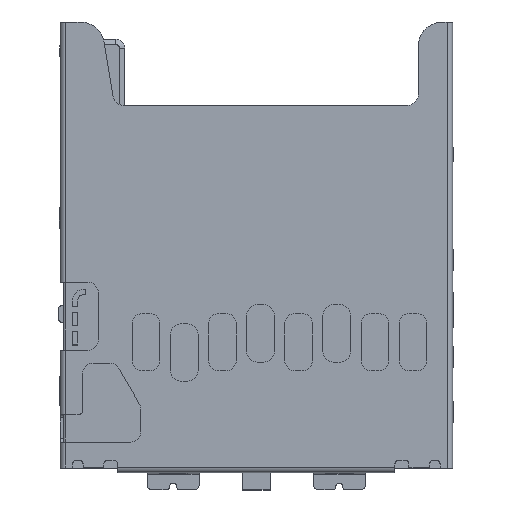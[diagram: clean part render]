
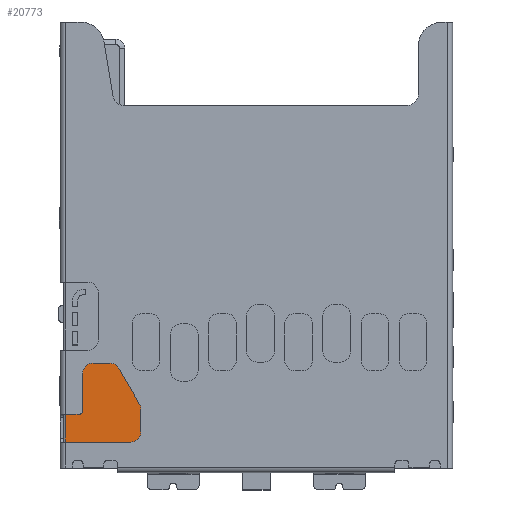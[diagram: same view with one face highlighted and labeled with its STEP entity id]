
A CAD part, top view. The second image highlights one B-rep face of the part: STEP entity #20773.
In plain terms, the highlighted planar face has unit normal (0, 0, 1).
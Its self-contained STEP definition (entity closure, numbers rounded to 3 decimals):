
#4372=DIRECTION('',(0.,1.,0.));
#4373=VECTOR('',#4372,0.8);
#4374=CARTESIAN_POINT('',(-9.881,-11.405,
1.31));
#4375=LINE('',#4374,#4373);
#4380=CARTESIAN_POINT('',(-9.083,-9.427,
1.31));
#4381=DIRECTION('',(0.,0.,1.));
#4382=DIRECTION('',(0.,1.,0.));
#4383=AXIS2_PLACEMENT_3D('',#4380,#4381,#4382);
#4385=DIRECTION('',(-1.,0.,0.));
#4386=VECTOR('',#4385,0.485);
#4387=CARTESIAN_POINT('',(-8.598,-9.127,
1.31));
#4388=LINE('',#4387,#4386);
#4389=CARTESIAN_POINT('',(-8.598,-9.427,
1.31));
#4390=DIRECTION('',(0.,0.,1.));
#4391=DIRECTION('',(0.866,0.5,0.));
#4392=AXIS2_PLACEMENT_3D('',#4389,#4390,#4391);
#4394=DIRECTION('',(-0.5,0.866,0.));
#4395=VECTOR('',#4394,1.195);
#4396=CARTESIAN_POINT('',(-7.741,-10.312,
1.31));
#4397=LINE('',#4396,#4395);
#4398=CARTESIAN_POINT('',(-8.,-10.462,
1.31));
#4399=DIRECTION('',(0.,0.,1.));
#4400=DIRECTION('',(1.,0.,0.));
#4401=AXIS2_PLACEMENT_3D('',#4398,#4399,#4400);
#4403=DIRECTION('',(0.,1.,0.));
#4404=VECTOR('',#4403,0.643);
#4405=CARTESIAN_POINT('',(-7.7,-11.105,
1.31));
#4406=LINE('',#4405,#4404);
#4407=CARTESIAN_POINT('',(-8.,-11.105,
1.31));
#4408=DIRECTION('',(0.,0.,1.));
#4409=DIRECTION('',(0.,-1.,0.));
#4410=AXIS2_PLACEMENT_3D('',#4407,#4408,#4409);
#4412=DIRECTION('',(1.,0.,0.));
#4413=VECTOR('',#4412,1.881);
#4414=CARTESIAN_POINT('',(-9.881,-11.405,
1.31));
#4415=LINE('',#4414,#4413);
#4416=DIRECTION('',(-1.,0.,0.));
#4417=VECTOR('',#4416,0.398);
#4418=CARTESIAN_POINT('',(-9.483,-10.605,
1.31));
#4419=LINE('',#4418,#4417);
#4420=CARTESIAN_POINT('',(-9.483,-10.505,
1.31));
#4421=DIRECTION('',(0.,0.,-1.));
#4422=DIRECTION('',(1.,0.,0.));
#4423=AXIS2_PLACEMENT_3D('',#4420,#4421,#4422);
#4425=DIRECTION('',(0.,-1.,0.));
#4426=VECTOR('',#4425,1.078);
#4427=CARTESIAN_POINT('',(-9.383,-9.427,
1.31));
#4428=LINE('',#4427,#4426);
#12095=CARTESIAN_POINT('',(-8.,-11.405,
1.31));
#12096=VERTEX_POINT('',#12095);
#12097=CARTESIAN_POINT('',(-7.7,-11.105,
1.31));
#12098=VERTEX_POINT('',#12097);
#12123=CARTESIAN_POINT('',(-7.7,-10.462,
1.31));
#12124=VERTEX_POINT('',#12123);
#12145=CARTESIAN_POINT('',(-9.881,-11.405,
1.31));
#12146=VERTEX_POINT('',#12145);
#12865=CARTESIAN_POINT('',(-7.741,-10.312,
1.31));
#12866=VERTEX_POINT('',#12865);
#12867=CARTESIAN_POINT('',(-8.338,-9.277,
1.31));
#12868=VERTEX_POINT('',#12867);
#12911=CARTESIAN_POINT('',(-9.383,-10.505,
1.31));
#12912=VERTEX_POINT('',#12911);
#12913=CARTESIAN_POINT('',(-9.483,-10.605,
1.31));
#12914=VERTEX_POINT('',#12913);
#12997=CARTESIAN_POINT('',(-9.083,-9.127,
1.31));
#12998=VERTEX_POINT('',#12997);
#12999=CARTESIAN_POINT('',(-9.383,-9.427,
1.31));
#13000=VERTEX_POINT('',#12999);
#13001=CARTESIAN_POINT('',(-9.881,-10.605,
1.31));
#13002=VERTEX_POINT('',#13001);
#13005=CARTESIAN_POINT('',(-8.598,-9.127,
1.31));
#13006=VERTEX_POINT('',#13005);
#20754=CARTESIAN_POINT('',(0.929,-11.945,
1.31));
#20755=DIRECTION('',(0.,0.,1.));
#20756=DIRECTION('',(1.,0.,0.));
#20757=AXIS2_PLACEMENT_3D('',#20754,#20755,#20756);
#20758=PLANE('',#20757);
#20759=ORIENTED_EDGE('',*,*,#20563,.F.);
#20760=ORIENTED_EDGE('',*,*,#20577,.F.);
#20761=ORIENTED_EDGE('',*,*,#20589,.F.);
#20762=ORIENTED_EDGE('',*,*,#20605,.F.);
#20763=ORIENTED_EDGE('',*,*,#20617,.F.);
#20764=ORIENTED_EDGE('',*,*,#20632,.F.);
#20765=ORIENTED_EDGE('',*,*,#20647,.F.);
#20766=ORIENTED_EDGE('',*,*,#20668,.F.);
#20767=ORIENTED_EDGE('',*,*,#20747,.T.);
#20768=ORIENTED_EDGE('',*,*,#20512,.F.);
#20769=ORIENTED_EDGE('',*,*,#20535,.F.);
#20770=ORIENTED_EDGE('',*,*,#20547,.F.);
#20771=EDGE_LOOP('',(#20759,#20760,#20761,#20762,#20763,#20764,#20765,#20766,
#20767,#20768,#20769,#20770));
#20772=FACE_OUTER_BOUND('',#20771,.F.);
#20773=ADVANCED_FACE('',(#20772),#20758,.T.);
#4384=CIRCLE('',#4383,0.3);
#4393=CIRCLE('',#4392,0.3);
#4402=CIRCLE('',#4401,0.3);
#4411=CIRCLE('',#4410,0.3);
#4424=CIRCLE('',#4423,0.1);
#20512=EDGE_CURVE('',#12914,#13002,#4419,.T.);
#20535=EDGE_CURVE('',#12912,#12914,#4424,.T.);
#20547=EDGE_CURVE('',#13000,#12912,#4428,.T.);
#20563=EDGE_CURVE('',#12998,#13000,#4384,.T.);
#20577=EDGE_CURVE('',#13006,#12998,#4388,.T.);
#20589=EDGE_CURVE('',#12868,#13006,#4393,.T.);
#20605=EDGE_CURVE('',#12866,#12868,#4397,.T.);
#20617=EDGE_CURVE('',#12124,#12866,#4402,.T.);
#20632=EDGE_CURVE('',#12098,#12124,#4406,.T.);
#20647=EDGE_CURVE('',#12096,#12098,#4411,.T.);
#20668=EDGE_CURVE('',#12146,#12096,#4415,.T.);
#20747=EDGE_CURVE('',#12146,#13002,#4375,.T.);
